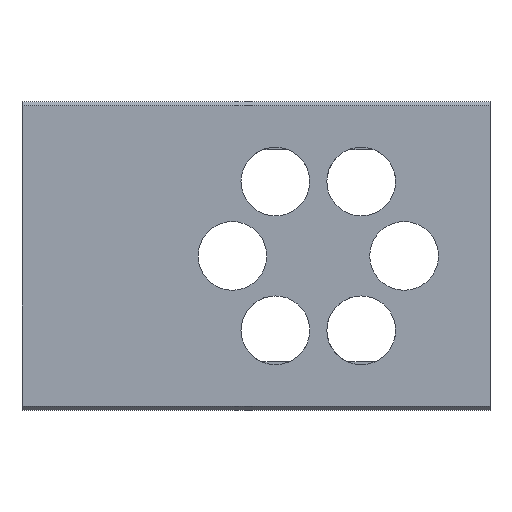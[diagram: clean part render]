
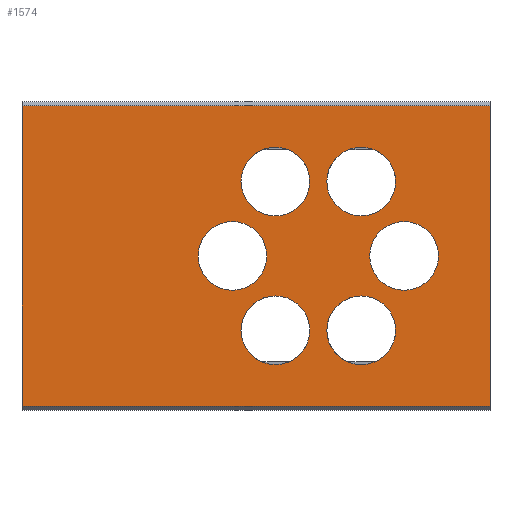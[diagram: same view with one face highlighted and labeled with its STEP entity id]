
A CAD part, top view. The second image highlights one B-rep face of the part: STEP entity #1574.
In plain terms, the highlighted planar face has unit normal (0, 0, 1).
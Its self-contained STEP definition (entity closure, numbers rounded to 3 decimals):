
#17=FACE_BOUND('',#197,.T.);
#18=FACE_BOUND('',#198,.T.);
#19=FACE_BOUND('',#199,.T.);
#20=FACE_BOUND('',#200,.T.);
#21=FACE_BOUND('',#201,.T.);
#22=FACE_BOUND('',#202,.T.);
#46=PLANE('',#1692);
#118=FACE_OUTER_BOUND('',#196,.T.);
#196=EDGE_LOOP('',(#1229,#1230,#1231,#1232));
#197=EDGE_LOOP('',(#1233));
#198=EDGE_LOOP('',(#1234));
#199=EDGE_LOOP('',(#1235));
#200=EDGE_LOOP('',(#1236));
#201=EDGE_LOOP('',(#1237));
#202=EDGE_LOOP('',(#1238));
#329=LINE('',#2439,#519);
#330=LINE('',#2442,#520);
#331=LINE('',#2444,#521);
#332=LINE('',#2445,#522);
#519=VECTOR('',#1943,10.);
#520=VECTOR('',#1946,10.);
#521=VECTOR('',#1947,10.);
#522=VECTOR('',#1948,10.);
#633=CIRCLE('',#1632,8.);
#637=CIRCLE('',#1638,8.);
#641=CIRCLE('',#1644,8.);
#643=CIRCLE('',#1647,8.);
#647=CIRCLE('',#1653,8.);
#649=CIRCLE('',#1656,8.);
#669=VERTEX_POINT('',#2161);
#675=VERTEX_POINT('',#2191);
#681=VERTEX_POINT('',#2221);
#683=VERTEX_POINT('',#2227);
#689=VERTEX_POINT('',#2257);
#691=VERTEX_POINT('',#2263);
#745=VERTEX_POINT('',#2435);
#746=VERTEX_POINT('',#2437);
#747=VERTEX_POINT('',#2441);
#748=VERTEX_POINT('',#2443);
#825=EDGE_CURVE('',#669,#669,#633,.T.);
#833=EDGE_CURVE('',#675,#675,#637,.T.);
#841=EDGE_CURVE('',#681,#681,#641,.T.);
#844=EDGE_CURVE('',#683,#683,#643,.T.);
#852=EDGE_CURVE('',#689,#689,#647,.T.);
#855=EDGE_CURVE('',#691,#691,#649,.T.);
#937=EDGE_CURVE('',#745,#746,#329,.T.);
#938=EDGE_CURVE('',#747,#745,#330,.T.);
#939=EDGE_CURVE('',#748,#746,#331,.T.);
#940=EDGE_CURVE('',#747,#748,#332,.T.);
#1229=ORIENTED_EDGE('',*,*,#938,.T.);
#1230=ORIENTED_EDGE('',*,*,#937,.T.);
#1231=ORIENTED_EDGE('',*,*,#939,.F.);
#1232=ORIENTED_EDGE('',*,*,#940,.F.);
#1233=ORIENTED_EDGE('',*,*,#825,.T.);
#1234=ORIENTED_EDGE('',*,*,#833,.T.);
#1235=ORIENTED_EDGE('',*,*,#841,.T.);
#1236=ORIENTED_EDGE('',*,*,#844,.T.);
#1237=ORIENTED_EDGE('',*,*,#852,.T.);
#1238=ORIENTED_EDGE('',*,*,#855,.T.);
#1574=ADVANCED_FACE('',(#118,#17,#18,#19,#20,#21,#22),#46,.T.);
#1632=AXIS2_PLACEMENT_3D('',#2162,#1747,#1748);
#1638=AXIS2_PLACEMENT_3D('',#2192,#1761,#1762);
#1644=AXIS2_PLACEMENT_3D('',#2222,#1775,#1776);
#1647=AXIS2_PLACEMENT_3D('',#2228,#1782,#1783);
#1653=AXIS2_PLACEMENT_3D('',#2258,#1796,#1797);
#1656=AXIS2_PLACEMENT_3D('',#2264,#1803,#1804);
#1692=AXIS2_PLACEMENT_3D('',#2440,#1944,#1945);
#1747=DIRECTION('center_axis',(0.,0.,-1.));
#1748=DIRECTION('ref_axis',(-1.,0.,0.));
#1761=DIRECTION('center_axis',(0.,0.,-1.));
#1762=DIRECTION('ref_axis',(-1.,0.,0.));
#1775=DIRECTION('center_axis',(0.,0.,-1.));
#1776=DIRECTION('ref_axis',(-1.,0.,0.));
#1782=DIRECTION('center_axis',(0.,0.,-1.));
#1783=DIRECTION('ref_axis',(-1.,0.,0.));
#1796=DIRECTION('center_axis',(0.,0.,-1.));
#1797=DIRECTION('ref_axis',(-1.,0.,0.));
#1803=DIRECTION('center_axis',(0.,0.,-1.));
#1804=DIRECTION('ref_axis',(-1.,0.,0.));
#1943=DIRECTION('',(1.,0.,0.));
#1944=DIRECTION('center_axis',(0.,0.,1.));
#1945=DIRECTION('ref_axis',(0.,-1.,0.));
#1946=DIRECTION('',(0.,-1.,0.));
#1947=DIRECTION('',(0.,-1.,0.));
#1948=DIRECTION('',(1.,0.,0.));
#2161=CARTESIAN_POINT('',(67.,-17.321,12.));
#2162=CARTESIAN_POINT('Origin',(59.,-17.321,12.));
#2191=CARTESIAN_POINT('',(87.,17.321,12.));
#2192=CARTESIAN_POINT('Origin',(79.,17.321,12.));
#2221=CARTESIAN_POINT('',(57.,0.,12.));
#2222=CARTESIAN_POINT('Origin',(49.,0.,12.));
#2227=CARTESIAN_POINT('',(87.,-17.321,12.));
#2228=CARTESIAN_POINT('Origin',(79.,-17.321,12.));
#2257=CARTESIAN_POINT('',(97.,0.,12.));
#2258=CARTESIAN_POINT('Origin',(89.,0.,12.));
#2263=CARTESIAN_POINT('',(67.,17.321,12.));
#2264=CARTESIAN_POINT('Origin',(59.,17.321,12.));
#2435=CARTESIAN_POINT('',(0.,-35.,12.));
#2437=CARTESIAN_POINT('',(109.,-35.,12.));
#2439=CARTESIAN_POINT('',(0.,-35.,12.));
#2440=CARTESIAN_POINT('Origin',(0.,35.,12.));
#2441=CARTESIAN_POINT('',(0.,35.,12.));
#2442=CARTESIAN_POINT('',(0.,35.,12.));
#2443=CARTESIAN_POINT('',(109.,35.,12.));
#2444=CARTESIAN_POINT('',(109.,35.,12.));
#2445=CARTESIAN_POINT('',(0.,35.,12.));
